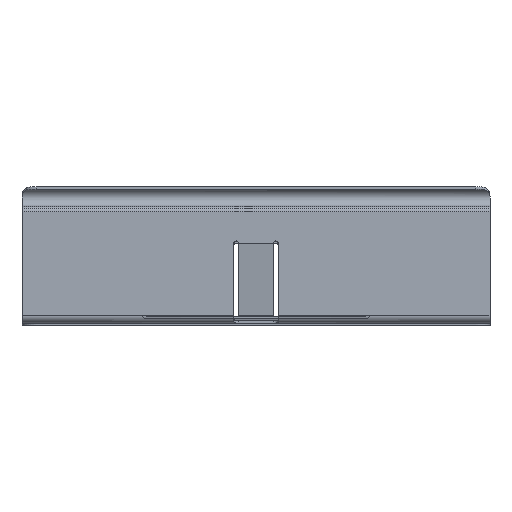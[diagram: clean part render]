
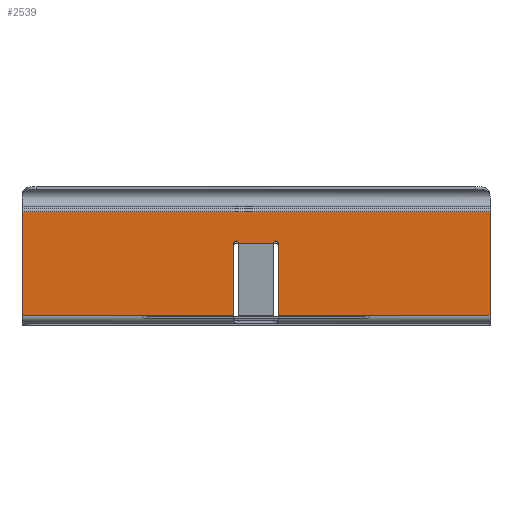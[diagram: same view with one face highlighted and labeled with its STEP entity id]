
A CAD part, top view. The second image highlights one B-rep face of the part: STEP entity #2539.
In plain terms, the highlighted face is planar.
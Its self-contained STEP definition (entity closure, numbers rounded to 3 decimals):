
#1754=CARTESIAN_POINT('',(0.,34.087,-8.5));
#1755=DIRECTION('',(1.,0.,0.));
#1756=DIRECTION('',(0.,1.,0.));
#1757=AXIS2_PLACEMENT_3D('',#1754,#1755,#1756);
#1759=CARTESIAN_POINT('',(0.,34.087,-8.5));
#1760=DIRECTION('',(1.,0.,0.));
#1761=DIRECTION('',(0.,0.,-1.));
#1762=AXIS2_PLACEMENT_3D('',#1759,#1760,#1761);
#1764=DIRECTION('',(0.,-1.,0.));
#1765=VECTOR('',#1764,44.3);
#1766=CARTESIAN_POINT('',(0.,47.55,-100.));
#1767=LINE('',#1766,#1765);
#1768=CARTESIAN_POINT('',(0.,34.087,8.5));
#1769=DIRECTION('',(1.,0.,0.));
#1770=DIRECTION('',(0.,1.,0.));
#1771=AXIS2_PLACEMENT_3D('',#1768,#1769,#1770);
#1773=CARTESIAN_POINT('',(0.,34.087,8.5));
#1774=DIRECTION('',(1.,0.,0.));
#1775=DIRECTION('',(0.,0.,-1.));
#1776=AXIS2_PLACEMENT_3D('',#1773,#1774,#1775);
#1778=DIRECTION('',(0.,0.,1.));
#1779=VECTOR('',#1778,15.);
#1780=CARTESIAN_POINT('',(0.,33.95,-7.5));
#1781=LINE('',#1780,#1779);
#1791=DIRECTION('',(0.,-1.,0.));
#1792=VECTOR('',#1791,0.137);
#1793=CARTESIAN_POINT('',(0.,34.087,7.5));
#1794=LINE('',#1793,#1792);
#1831=DIRECTION('',(0.,1.,0.));
#1832=VECTOR('',#1831,0.137);
#1833=CARTESIAN_POINT('',(0.,33.95,-7.5));
#1834=LINE('',#1833,#1832);
#1896=DIRECTION('',(0.,1.,0.));
#1897=VECTOR('',#1896,30.837);
#1898=CARTESIAN_POINT('',(0.,3.25,9.5));
#1899=LINE('',#1898,#1897);
#2015=DIRECTION('',(0.,0.,-1.));
#2016=VECTOR('',#2015,90.5);
#2017=CARTESIAN_POINT('',(0.,3.25,100.));
#2018=LINE('',#2017,#2016);
#2046=DIRECTION('',(0.,0.,-1.));
#2047=VECTOR('',#2046,90.5);
#2048=CARTESIAN_POINT('',(0.,3.25,-9.5));
#2049=LINE('',#2048,#2047);
#2207=DIRECTION('',(0.,-1.,0.));
#2208=VECTOR('',#2207,44.3);
#2209=CARTESIAN_POINT('',(0.,47.55,100.));
#2210=LINE('',#2209,#2208);
#2215=DIRECTION('',(0.,0.,1.));
#2216=VECTOR('',#2215,200.);
#2217=CARTESIAN_POINT('',(0.,47.55,-100.));
#2218=LINE('',#2217,#2216);
#2330=DIRECTION('',(0.,-1.,0.));
#2331=VECTOR('',#2330,30.837);
#2332=CARTESIAN_POINT('',(0.,34.087,-9.5));
#2333=LINE('',#2332,#2331);
#2354=CARTESIAN_POINT('',(0.,3.25,9.5));
#2355=CARTESIAN_POINT('',(0.,34.087,9.5));
#2356=VERTEX_POINT('',#2354);
#2357=VERTEX_POINT('',#2355);
#2380=CARTESIAN_POINT('',(0.,47.55,100.));
#2381=CARTESIAN_POINT('',(0.,3.25,100.));
#2382=VERTEX_POINT('',#2380);
#2383=VERTEX_POINT('',#2381);
#2384=CARTESIAN_POINT('',(0.,3.25,-9.5));
#2385=VERTEX_POINT('',#2384);
#2398=CARTESIAN_POINT('',(0.,3.25,-100.));
#2399=VERTEX_POINT('',#2398);
#2406=CARTESIAN_POINT('',(0.,33.95,-7.5));
#2407=CARTESIAN_POINT('',(0.,34.087,-7.5));
#2408=VERTEX_POINT('',#2406);
#2409=VERTEX_POINT('',#2407);
#2414=CARTESIAN_POINT('',(0.,47.55,-100.));
#2415=VERTEX_POINT('',#2414);
#2421=CARTESIAN_POINT('',(0.,35.087,-8.5));
#2422=VERTEX_POINT('',#2421);
#2429=CARTESIAN_POINT('',(0.,34.087,7.5));
#2430=CARTESIAN_POINT('',(0.,35.087,8.5));
#2431=VERTEX_POINT('',#2429);
#2432=VERTEX_POINT('',#2430);
#2439=CARTESIAN_POINT('',(0.,33.95,7.5));
#2440=VERTEX_POINT('',#2439);
#2473=CARTESIAN_POINT('',(0.,34.087,-9.5));
#2474=VERTEX_POINT('',#2473);
#2505=CARTESIAN_POINT('',(0.,3.25,100.));
#2506=DIRECTION('',(-1.,0.,0.));
#2507=DIRECTION('',(0.,0.,1.));
#2508=AXIS2_PLACEMENT_3D('',#2505,#2506,#2507);
#2509=PLANE('',#2508);
#2511=ORIENTED_EDGE('',*,*,#2510,.F.);
#2513=ORIENTED_EDGE('',*,*,#2512,.T.);
#2514=ORIENTED_EDGE('',*,*,#2494,.F.);
#2516=ORIENTED_EDGE('',*,*,#2515,.F.);
#2518=ORIENTED_EDGE('',*,*,#2517,.T.);
#2520=ORIENTED_EDGE('',*,*,#2519,.T.);
#2522=ORIENTED_EDGE('',*,*,#2521,.F.);
#2524=ORIENTED_EDGE('',*,*,#2523,.T.);
#2526=ORIENTED_EDGE('',*,*,#2525,.T.);
#2528=ORIENTED_EDGE('',*,*,#2527,.T.);
#2530=ORIENTED_EDGE('',*,*,#2529,.T.);
#2532=ORIENTED_EDGE('',*,*,#2531,.F.);
#2534=ORIENTED_EDGE('',*,*,#2533,.F.);
#2536=ORIENTED_EDGE('',*,*,#2535,.T.);
#2537=EDGE_LOOP('',(#2511,#2513,#2514,#2516,#2518,#2520,#2522,#2524,#2526,#2528,
#2530,#2532,#2534,#2536));
#2538=FACE_OUTER_BOUND('',#2537,.F.);
#2539=ADVANCED_FACE('',(#2538),#2509,.T.);
#1758=CIRCLE('',#1757,1.);
#1763=CIRCLE('',#1762,1.);
#1772=CIRCLE('',#1771,1.);
#1777=CIRCLE('',#1776,1.);
#2494=EDGE_CURVE('',#2422,#2409,#1758,.T.);
#2510=EDGE_CURVE('',#2408,#2440,#1781,.T.);
#2512=EDGE_CURVE('',#2408,#2409,#1834,.T.);
#2515=EDGE_CURVE('',#2474,#2422,#1763,.T.);
#2517=EDGE_CURVE('',#2474,#2385,#2333,.T.);
#2519=EDGE_CURVE('',#2385,#2399,#2049,.T.);
#2521=EDGE_CURVE('',#2415,#2399,#1767,.T.);
#2523=EDGE_CURVE('',#2415,#2382,#2218,.T.);
#2525=EDGE_CURVE('',#2382,#2383,#2210,.T.);
#2527=EDGE_CURVE('',#2383,#2356,#2018,.T.);
#2529=EDGE_CURVE('',#2356,#2357,#1899,.T.);
#2531=EDGE_CURVE('',#2432,#2357,#1772,.T.);
#2533=EDGE_CURVE('',#2431,#2432,#1777,.T.);
#2535=EDGE_CURVE('',#2431,#2440,#1794,.T.);
